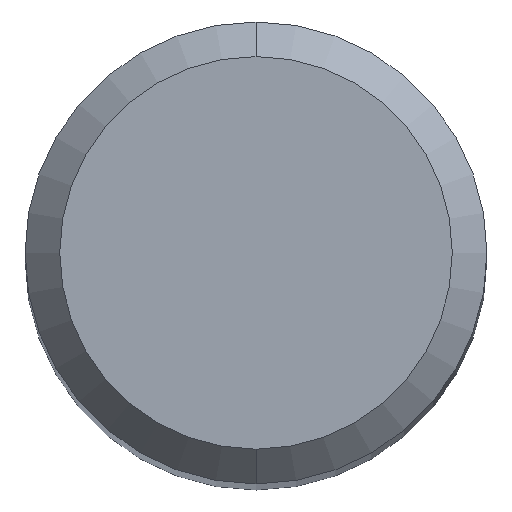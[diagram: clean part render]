
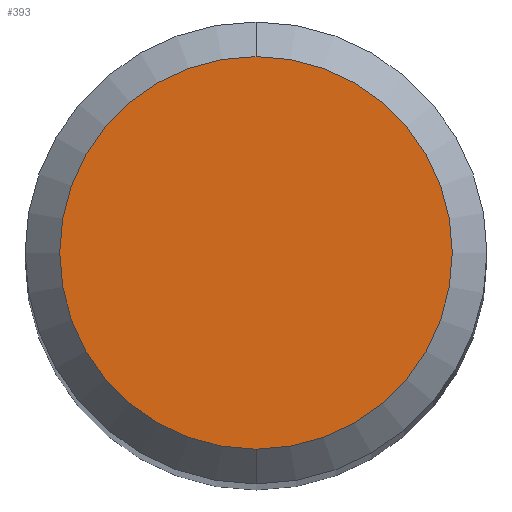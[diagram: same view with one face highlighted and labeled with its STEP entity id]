
A CAD part, top view. The second image highlights one B-rep face of the part: STEP entity #393.
In plain terms, the highlighted planar face has unit normal (0, 0, 1).
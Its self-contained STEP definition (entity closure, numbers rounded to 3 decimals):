
#337=VERTEX_POINT('',#898);
#393=ADVANCED_FACE('',(#959),#960,.T.);
#505=VERTEX_POINT('',#1081);
#543=EDGE_CURVE('',#505,#337,#1122,.T.);
#753=EDGE_CURVE('',#337,#505,#1353,.T.);
#898=CARTESIAN_POINT('',(0.,-1.7,0.0));
#959=FACE_OUTER_BOUND('',#1689,.T.);
#960=PLANE('',#1690);
#1081=CARTESIAN_POINT('',(0.0,1.7,0.0));
#1122=CIRCLE('',#1984,1.7);
#1353=CIRCLE('',#2409,1.7);
#1689=EDGE_LOOP('',(#2735,#2736));
#1690=AXIS2_PLACEMENT_3D('',#2737,#2738,#2739);
#1984=AXIS2_PLACEMENT_3D('',#2928,#2929,#2930);
#2409=AXIS2_PLACEMENT_3D('',#3206,#3207,#3208);
#2735=ORIENTED_EDGE('',*,*,#543,.F.);
#2736=ORIENTED_EDGE('',*,*,#753,.F.);
#2737=CARTESIAN_POINT('',(0.0,0.85,0.0));
#2738=DIRECTION('',(-0.0,0.0,1.0));
#2739=DIRECTION('',(0.0,-1.0,0.0));
#2928=CARTESIAN_POINT('',(0.0,0.0,0.0));
#2929=DIRECTION('',(0.0,0.0,-1.0));
#2930=DIRECTION('',(0.0,1.0,0.0));
#3206=CARTESIAN_POINT('',(0.0,0.0,0.0));
#3207=DIRECTION('',(0.0,0.0,-1.0));
#3208=DIRECTION('',(0.0,1.0,0.0));
